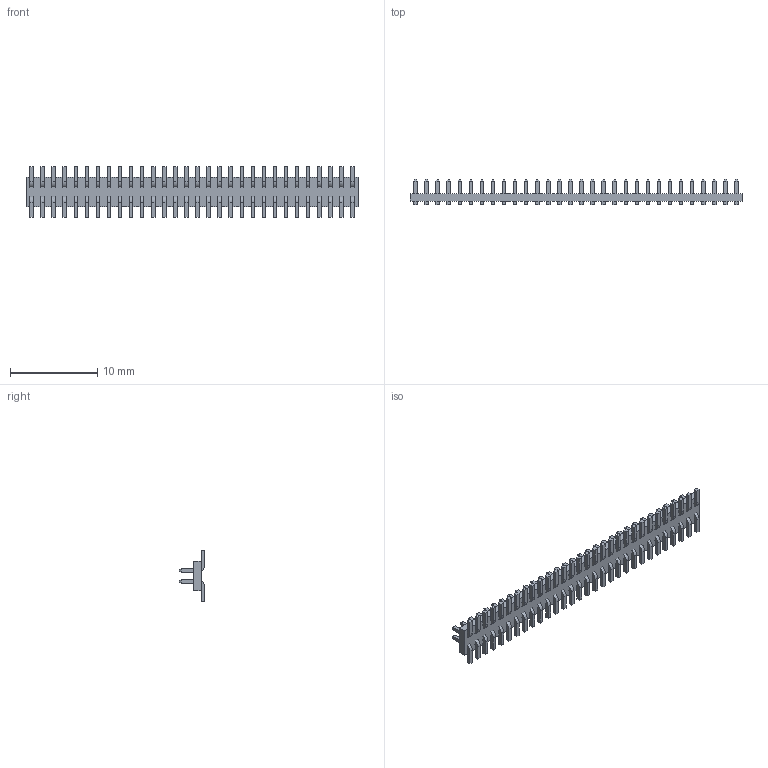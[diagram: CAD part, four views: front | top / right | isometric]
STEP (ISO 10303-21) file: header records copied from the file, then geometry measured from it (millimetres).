
FILE_DESCRIPTION( ( 'STEP AP203' ), '1' );
FILE_NAME( 'FTS-130-03-L-DV.stp', '2021-12-21T18:41:20', ( 'License CC BY-ND 4.0' ), ( 'CADENAS' ), ' ', 'PARTsolutions', ' ' );
FILE_SCHEMA( ( 'CONFIG_CONTROL_DESIGN' ) );
Length unit declared in the file: inch
Products named in the file (4): FTS-130-03-L-DV; _FTS-130-03-L-DV_body; _FTS-130-03-L-DV_pins1; _FTS-130-03-L-DV_pins2
Assembly tree (3 placements, depth 2):
  FTS-130-03-L-DV
    _FTS-130-03-L-DV_body
    _FTS-130-03-L-DV_pins1
    _FTS-130-03-L-DV_pins2
Bounding box: 38.1 x 2.92 x 5.84 mm (x, y, z)
Volume: 193.5 mm3; surface area: 1063.5 mm2
Topology: 3 solids, 3 shells, 852 faces, 2298 edges, 1452 vertices
Faces by surface type: plane 848, cylinder 4
Entity records: 26199 total; most frequent: CARTESIAN_POINT 4606, ORIENTED_EDGE 4596, DIRECTION 4250, EDGE_CURVE 2298, LINE 2058, VECTOR 2058, VERTEX_POINT 1452, AXIS2_PLACEMENT_3D 1096
